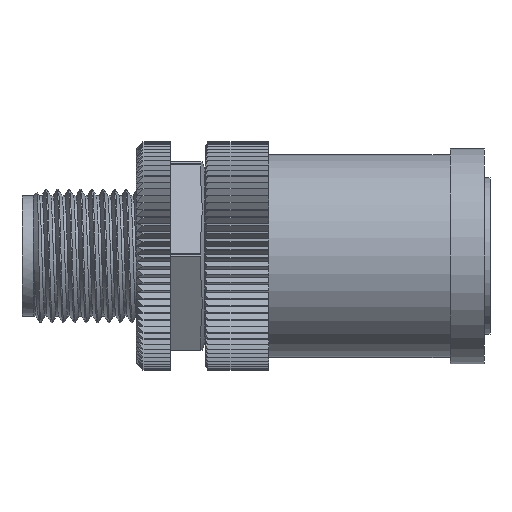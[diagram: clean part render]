
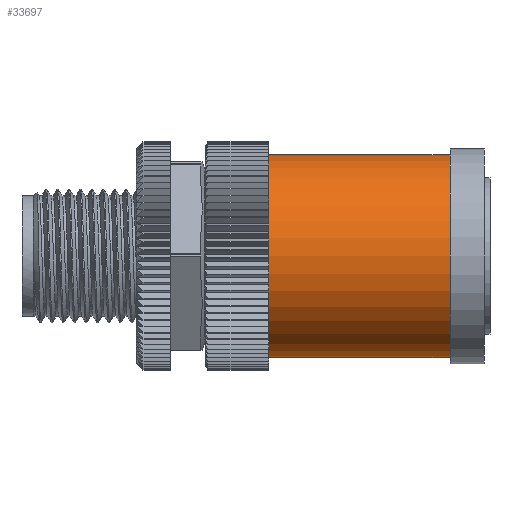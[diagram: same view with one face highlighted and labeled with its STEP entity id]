
A CAD part, left-side view. The second image highlights one B-rep face of the part: STEP entity #33697.
In plain terms, the highlighted cylindrical face has radius 8.89 mm (diameter 17.78 mm), a partial arc.
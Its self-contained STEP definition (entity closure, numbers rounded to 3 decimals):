
#315 = VECTOR ( 'NONE', #8145, 1000. ) ;
#5134 = CARTESIAN_POINT ( 'NONE',  ( 0., 6.273, -8.89 ) ) ;
#5337 = CIRCLE ( 'NONE', #31819, 8.89 ) ;
#5516 = DIRECTION ( 'NONE',  ( 0., 1., 0. ) ) ;
#5669 = VERTEX_POINT ( 'NONE', #27840 ) ;
#6156 = LINE ( 'NONE', #18017, #14052 ) ;
#8145 = DIRECTION ( 'NONE',  ( 0., 1., 0. ) ) ;
#8694 = AXIS2_PLACEMENT_3D ( 'NONE', #16058, #36977, #19110 ) ;
#9140 = DIRECTION ( 'NONE',  ( 0., 1., 0. ) ) ;
#9197 = LINE ( 'NONE', #5134, #315 ) ;
#14052 = VECTOR ( 'NONE', #35927, 1000. ) ;
#16058 = CARTESIAN_POINT ( 'NONE',  ( 0., -37.5, 0. ) ) ;
#18017 = CARTESIAN_POINT ( 'NONE',  ( 0., 6.273, 8.89 ) ) ;
#18527 = FACE_OUTER_BOUND ( 'NONE', #36657, .T. ) ;
#19110 = DIRECTION ( 'NONE',  ( 0., 0., 1. ) ) ;
#19377 = ORIENTED_EDGE ( 'NONE', *, *, #33524, .F. ) ;
#20286 = EDGE_CURVE ( 'NONE', #27537, #38585, #6156, .T. ) ;
#20636 = CARTESIAN_POINT ( 'NONE',  ( 0., 6.273, 0. ) ) ;
#21583 = ORIENTED_EDGE ( 'NONE', *, *, #24338, .T. ) ;
#21896 = CARTESIAN_POINT ( 'NONE',  ( 0., -21.6, -8.89 ) ) ;
#23646 = DIRECTION ( 'NONE',  ( 0., 0., 1. ) ) ;
#24338 = EDGE_CURVE ( 'NONE', #5669, #27537, #25238, .T. ) ;
#24590 = CYLINDRICAL_SURFACE ( 'NONE', #38008, 8.89 ) ;
#24886 = CARTESIAN_POINT ( 'NONE',  ( 0., -21.6, 8.89 ) ) ;
#25159 = CARTESIAN_POINT ( 'NONE',  ( 0., -37.5, 8.89 ) ) ;
#25238 = CIRCLE ( 'NONE', #8694, 8.89 ) ;
#25490 = VERTEX_POINT ( 'NONE', #21896 ) ;
#27065 = CARTESIAN_POINT ( 'NONE',  ( 0., -21.6, 0. ) ) ;
#27537 = VERTEX_POINT ( 'NONE', #25159 ) ;
#27840 = CARTESIAN_POINT ( 'NONE',  ( 0., -37.5, -8.89 ) ) ;
#28021 = ORIENTED_EDGE ( 'NONE', *, *, #20286, .T. ) ;
#29363 = ORIENTED_EDGE ( 'NONE', *, *, #37894, .F. ) ;
#30048 = DIRECTION ( 'NONE',  ( 0., 0., 1. ) ) ;
#31819 = AXIS2_PLACEMENT_3D ( 'NONE', #27065, #9140, #30048 ) ;
#33524 = EDGE_CURVE ( 'NONE', #5669, #25490, #9197, .T. ) ;
#33697 = ADVANCED_FACE ( 'NONE', ( #18527 ), #24590, .T. ) ;
#35927 = DIRECTION ( 'NONE',  ( 0., 1., 0. ) ) ;
#36657 = EDGE_LOOP ( 'NONE', ( #19377, #21583, #28021, #29363 ) ) ;
#36977 = DIRECTION ( 'NONE',  ( 0., 1., 0. ) ) ;
#37894 = EDGE_CURVE ( 'NONE', #25490, #38585, #5337, .T. ) ;
#38008 = AXIS2_PLACEMENT_3D ( 'NONE', #20636, #5516, #23646 ) ;
#38585 = VERTEX_POINT ( 'NONE', #24886 ) ;
